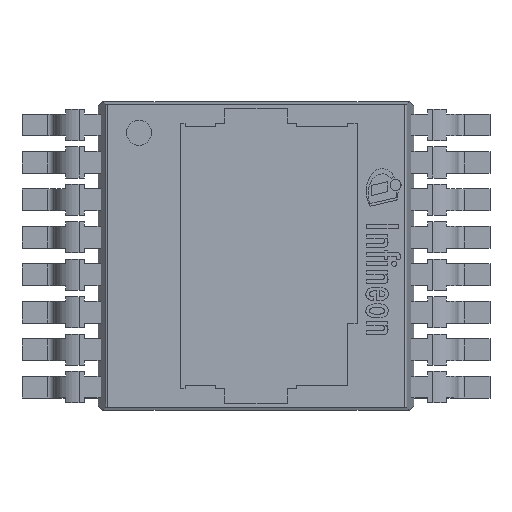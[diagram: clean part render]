
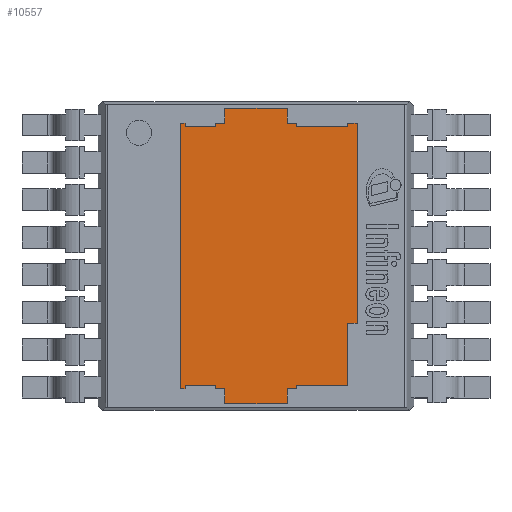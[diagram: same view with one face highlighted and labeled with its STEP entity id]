
A CAD part, top view. The second image highlights one B-rep face of the part: STEP entity #10557.
In plain terms, the highlighted planar face has unit normal (0, 0, 1).
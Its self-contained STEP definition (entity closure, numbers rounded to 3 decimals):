
#747=PLANE('',#11368);
#1315=FACE_OUTER_BOUND('',#1890,.T.);
#1890=EDGE_LOOP('',(#9881,#9882,#9883,#9884,#9885,#9886,#9887,#9888,#9889,
#9890,#9891,#9892,#9893,#9894,#9895,#9896,#9897,#9898,#9899,#9900,#9901,
#9902,#9903,#9904,#9905,#9906,#9907,#9908));
#2970=LINE('',#17738,#4104);
#2972=LINE('',#17742,#4106);
#2974=LINE('',#17746,#4108);
#2976=LINE('',#17750,#4110);
#2978=LINE('',#17754,#4112);
#2980=LINE('',#17758,#4114);
#2982=LINE('',#17762,#4116);
#2984=LINE('',#17766,#4118);
#2986=LINE('',#17770,#4120);
#2988=LINE('',#17774,#4122);
#2990=LINE('',#17778,#4124);
#2992=LINE('',#17782,#4126);
#2994=LINE('',#17786,#4128);
#2996=LINE('',#17790,#4130);
#2998=LINE('',#17794,#4132);
#3000=LINE('',#17798,#4134);
#3002=LINE('',#17802,#4136);
#3004=LINE('',#17806,#4138);
#3006=LINE('',#17810,#4140);
#3008=LINE('',#17814,#4142);
#3010=LINE('',#17818,#4144);
#3012=LINE('',#17822,#4146);
#3014=LINE('',#17826,#4148);
#3016=LINE('',#17830,#4150);
#3018=LINE('',#17834,#4152);
#3020=LINE('',#17838,#4154);
#3022=LINE('',#17842,#4156);
#3024=LINE('',#17845,#4158);
#4104=VECTOR('',#13952,1.);
#4106=VECTOR('',#13956,1.);
#4108=VECTOR('',#13960,1.);
#4110=VECTOR('',#13964,1.);
#4112=VECTOR('',#13968,1.);
#4114=VECTOR('',#13972,1.);
#4116=VECTOR('',#13976,1.);
#4118=VECTOR('',#13980,1.);
#4120=VECTOR('',#13984,1.);
#4122=VECTOR('',#13988,1.);
#4124=VECTOR('',#13992,1.);
#4126=VECTOR('',#13996,1.);
#4128=VECTOR('',#14000,1.);
#4130=VECTOR('',#14004,1.);
#4132=VECTOR('',#14008,1.);
#4134=VECTOR('',#14012,1.);
#4136=VECTOR('',#14016,1.);
#4138=VECTOR('',#14020,1.);
#4140=VECTOR('',#14024,1.);
#4142=VECTOR('',#14028,1.);
#4144=VECTOR('',#14032,1.);
#4146=VECTOR('',#14036,1.);
#4148=VECTOR('',#14040,1.);
#4150=VECTOR('',#14044,1.);
#4152=VECTOR('',#14048,1.);
#4154=VECTOR('',#14052,1.);
#4156=VECTOR('',#14056,1.);
#4158=VECTOR('',#14060,1.);
#5342=VERTEX_POINT('',#17735);
#5343=VERTEX_POINT('',#17737);
#5344=VERTEX_POINT('',#17741);
#5345=VERTEX_POINT('',#17745);
#5346=VERTEX_POINT('',#17749);
#5347=VERTEX_POINT('',#17753);
#5348=VERTEX_POINT('',#17757);
#5349=VERTEX_POINT('',#17761);
#5350=VERTEX_POINT('',#17765);
#5351=VERTEX_POINT('',#17769);
#5352=VERTEX_POINT('',#17773);
#5353=VERTEX_POINT('',#17777);
#5354=VERTEX_POINT('',#17781);
#5355=VERTEX_POINT('',#17785);
#5356=VERTEX_POINT('',#17789);
#5357=VERTEX_POINT('',#17793);
#5358=VERTEX_POINT('',#17797);
#5359=VERTEX_POINT('',#17801);
#5360=VERTEX_POINT('',#17805);
#5361=VERTEX_POINT('',#17809);
#5362=VERTEX_POINT('',#17813);
#5363=VERTEX_POINT('',#17817);
#5364=VERTEX_POINT('',#17821);
#5365=VERTEX_POINT('',#17825);
#5366=VERTEX_POINT('',#17829);
#5367=VERTEX_POINT('',#17833);
#5368=VERTEX_POINT('',#17837);
#5369=VERTEX_POINT('',#17841);
#6828=EDGE_CURVE('',#5343,#5342,#2970,.T.);
#6830=EDGE_CURVE('',#5344,#5343,#2972,.T.);
#6832=EDGE_CURVE('',#5345,#5344,#2974,.T.);
#6834=EDGE_CURVE('',#5346,#5345,#2976,.T.);
#6836=EDGE_CURVE('',#5347,#5346,#2978,.T.);
#6838=EDGE_CURVE('',#5348,#5347,#2980,.T.);
#6840=EDGE_CURVE('',#5349,#5348,#2982,.T.);
#6842=EDGE_CURVE('',#5350,#5349,#2984,.T.);
#6844=EDGE_CURVE('',#5351,#5350,#2986,.T.);
#6846=EDGE_CURVE('',#5352,#5351,#2988,.T.);
#6848=EDGE_CURVE('',#5353,#5352,#2990,.T.);
#6850=EDGE_CURVE('',#5354,#5353,#2992,.T.);
#6852=EDGE_CURVE('',#5355,#5354,#2994,.T.);
#6854=EDGE_CURVE('',#5356,#5355,#2996,.T.);
#6856=EDGE_CURVE('',#5357,#5356,#2998,.T.);
#6858=EDGE_CURVE('',#5358,#5357,#3000,.T.);
#6860=EDGE_CURVE('',#5359,#5358,#3002,.T.);
#6862=EDGE_CURVE('',#5360,#5359,#3004,.T.);
#6864=EDGE_CURVE('',#5361,#5360,#3006,.T.);
#6866=EDGE_CURVE('',#5362,#5361,#3008,.T.);
#6868=EDGE_CURVE('',#5363,#5362,#3010,.T.);
#6870=EDGE_CURVE('',#5364,#5363,#3012,.T.);
#6872=EDGE_CURVE('',#5365,#5364,#3014,.T.);
#6874=EDGE_CURVE('',#5366,#5365,#3016,.T.);
#6876=EDGE_CURVE('',#5367,#5366,#3018,.T.);
#6878=EDGE_CURVE('',#5368,#5367,#3020,.T.);
#6880=EDGE_CURVE('',#5369,#5368,#3022,.T.);
#6882=EDGE_CURVE('',#5342,#5369,#3024,.T.);
#9881=ORIENTED_EDGE('',*,*,#6882,.T.);
#9882=ORIENTED_EDGE('',*,*,#6880,.T.);
#9883=ORIENTED_EDGE('',*,*,#6878,.T.);
#9884=ORIENTED_EDGE('',*,*,#6876,.T.);
#9885=ORIENTED_EDGE('',*,*,#6874,.T.);
#9886=ORIENTED_EDGE('',*,*,#6872,.T.);
#9887=ORIENTED_EDGE('',*,*,#6870,.T.);
#9888=ORIENTED_EDGE('',*,*,#6868,.T.);
#9889=ORIENTED_EDGE('',*,*,#6866,.T.);
#9890=ORIENTED_EDGE('',*,*,#6864,.T.);
#9891=ORIENTED_EDGE('',*,*,#6862,.T.);
#9892=ORIENTED_EDGE('',*,*,#6860,.T.);
#9893=ORIENTED_EDGE('',*,*,#6858,.T.);
#9894=ORIENTED_EDGE('',*,*,#6856,.T.);
#9895=ORIENTED_EDGE('',*,*,#6854,.T.);
#9896=ORIENTED_EDGE('',*,*,#6852,.T.);
#9897=ORIENTED_EDGE('',*,*,#6850,.T.);
#9898=ORIENTED_EDGE('',*,*,#6848,.T.);
#9899=ORIENTED_EDGE('',*,*,#6846,.T.);
#9900=ORIENTED_EDGE('',*,*,#6844,.T.);
#9901=ORIENTED_EDGE('',*,*,#6842,.T.);
#9902=ORIENTED_EDGE('',*,*,#6840,.T.);
#9903=ORIENTED_EDGE('',*,*,#6838,.T.);
#9904=ORIENTED_EDGE('',*,*,#6836,.T.);
#9905=ORIENTED_EDGE('',*,*,#6834,.T.);
#9906=ORIENTED_EDGE('',*,*,#6832,.T.);
#9907=ORIENTED_EDGE('',*,*,#6830,.T.);
#9908=ORIENTED_EDGE('',*,*,#6828,.T.);
#10557=ADVANCED_FACE('',(#1315),#747,.T.);
#11368=AXIS2_PLACEMENT_3D('',#17846,#14061,#14062);
#13952=DIRECTION('',(0.,-1.,0.));
#13956=DIRECTION('',(-1.,0.,0.));
#13960=DIRECTION('',(0.,1.,0.));
#13964=DIRECTION('',(-1.,0.,0.));
#13968=DIRECTION('',(0.,1.,0.));
#13972=DIRECTION('',(-1.,0.,0.));
#13976=DIRECTION('',(0.,-1.,0.));
#13980=DIRECTION('',(-1.,0.,0.));
#13984=DIRECTION('',(0.,1.,0.));
#13988=DIRECTION('',(1.,0.,0.));
#13992=DIRECTION('',(0.,1.,0.));
#13996=DIRECTION('',(1.,0.,0.));
#14000=DIRECTION('',(0.,1.,0.));
#14004=DIRECTION('',(1.,0.,0.));
#14008=DIRECTION('',(0.,1.,0.));
#14012=DIRECTION('',(1.,0.,0.));
#14016=DIRECTION('',(0.,-1.,0.));
#14020=DIRECTION('',(1.,0.,0.));
#14024=DIRECTION('',(0.,-1.,0.));
#14028=DIRECTION('',(1.,0.,0.));
#14032=DIRECTION('',(0.,1.,0.));
#14036=DIRECTION('',(1.,0.,0.));
#14040=DIRECTION('',(0.,-1.,0.));
#14044=DIRECTION('',(-1.,0.,0.));
#14048=DIRECTION('',(0.,1.,0.));
#14052=DIRECTION('',(-1.,0.,0.));
#14056=DIRECTION('',(0.,-1.,0.));
#14060=DIRECTION('',(-1.,0.,0.));
#14061=DIRECTION('center_axis',(0.,0.,1.));
#14062=DIRECTION('ref_axis',(0.,-1.,0.));
#17735=CARTESIAN_POINT('',(-1.,4.25,2.35));
#17737=CARTESIAN_POINT('',(-1.,4.73,2.35));
#17738=CARTESIAN_POINT('',(-1.,4.73,2.35));
#17741=CARTESIAN_POINT('',(1.,4.73,2.35));
#17742=CARTESIAN_POINT('',(1.,4.73,2.35));
#17745=CARTESIAN_POINT('',(1.,4.25,2.35));
#17746=CARTESIAN_POINT('',(1.,4.25,2.35));
#17749=CARTESIAN_POINT('',(1.304,4.25,2.35));
#17750=CARTESIAN_POINT('',(1.304,4.25,2.35));
#17753=CARTESIAN_POINT('',(1.304,4.15,2.35));
#17754=CARTESIAN_POINT('',(1.304,4.15,2.35));
#17757=CARTESIAN_POINT('',(2.94,4.15,2.35));
#17758=CARTESIAN_POINT('',(2.94,4.15,2.35));
#17761=CARTESIAN_POINT('',(2.94,4.25,2.35));
#17762=CARTESIAN_POINT('',(2.94,4.25,2.35));
#17765=CARTESIAN_POINT('',(3.24,4.25,2.35));
#17766=CARTESIAN_POINT('',(3.24,4.25,2.35));
#17769=CARTESIAN_POINT('',(3.24,-2.15,2.35));
#17770=CARTESIAN_POINT('',(3.24,-2.15,2.35));
#17773=CARTESIAN_POINT('',(2.94,-2.15,2.35));
#17774=CARTESIAN_POINT('',(2.94,-2.15,2.35));
#17777=CARTESIAN_POINT('',(2.94,-4.15,2.35));
#17778=CARTESIAN_POINT('',(2.94,-4.15,2.35));
#17781=CARTESIAN_POINT('',(1.304,-4.15,2.35));
#17782=CARTESIAN_POINT('',(1.304,-4.15,2.35));
#17785=CARTESIAN_POINT('',(1.304,-4.25,2.35));
#17786=CARTESIAN_POINT('',(1.304,-4.25,2.35));
#17789=CARTESIAN_POINT('',(1.,-4.25,2.35));
#17790=CARTESIAN_POINT('',(1.,-4.25,2.35));
#17793=CARTESIAN_POINT('',(1.,-4.73,2.35));
#17794=CARTESIAN_POINT('',(1.,-4.73,2.35));
#17797=CARTESIAN_POINT('',(-1.,-4.73,2.35));
#17798=CARTESIAN_POINT('',(-1.,-4.73,2.35));
#17801=CARTESIAN_POINT('',(-1.,-4.25,2.35));
#17802=CARTESIAN_POINT('',(-1.,-4.25,2.35));
#17805=CARTESIAN_POINT('',(-1.3,-4.25,2.35));
#17806=CARTESIAN_POINT('',(-1.3,-4.25,2.35));
#17809=CARTESIAN_POINT('',(-1.3,-4.15,2.35));
#17810=CARTESIAN_POINT('',(-1.3,-4.15,2.35));
#17813=CARTESIAN_POINT('',(-2.27,-4.15,2.35));
#17814=CARTESIAN_POINT('',(-2.27,-4.15,2.35));
#17817=CARTESIAN_POINT('',(-2.27,-4.25,2.35));
#17818=CARTESIAN_POINT('',(-2.27,-4.25,2.35));
#17821=CARTESIAN_POINT('',(-2.43,-4.25,2.35));
#17822=CARTESIAN_POINT('',(-2.43,-4.25,2.35));
#17825=CARTESIAN_POINT('',(-2.43,4.25,2.35));
#17826=CARTESIAN_POINT('',(-2.43,4.25,2.35));
#17829=CARTESIAN_POINT('',(-2.27,4.25,2.35));
#17830=CARTESIAN_POINT('',(-2.27,4.25,2.35));
#17833=CARTESIAN_POINT('',(-2.27,4.15,2.35));
#17834=CARTESIAN_POINT('',(-2.27,4.15,2.35));
#17837=CARTESIAN_POINT('',(-1.3,4.15,2.35));
#17838=CARTESIAN_POINT('',(-1.3,4.15,2.35));
#17841=CARTESIAN_POINT('',(-1.3,4.25,2.35));
#17842=CARTESIAN_POINT('',(-1.3,4.25,2.35));
#17845=CARTESIAN_POINT('',(-1.,4.25,2.35));
#17846=CARTESIAN_POINT('Origin',(0.337,0.048,2.35));
